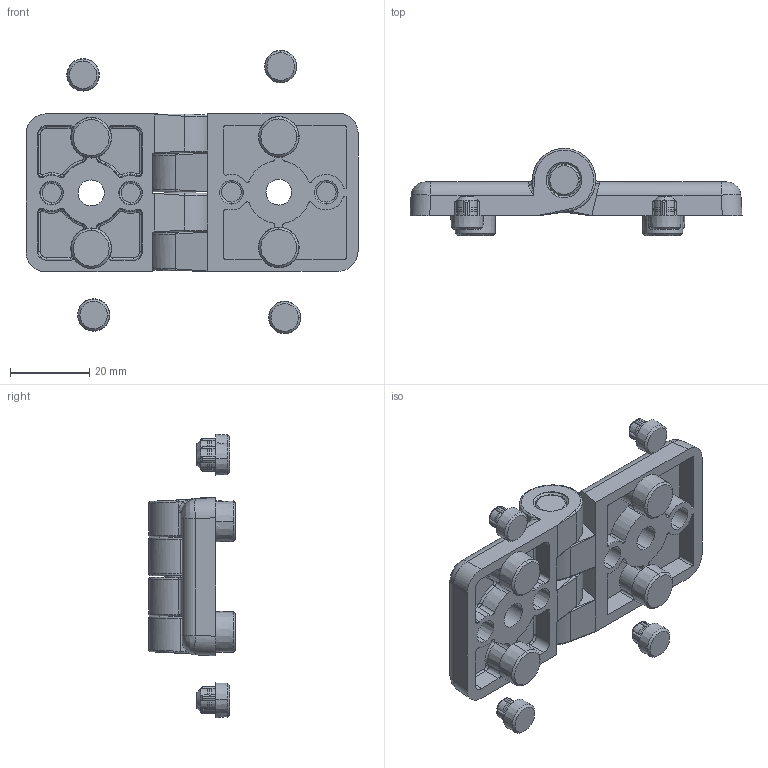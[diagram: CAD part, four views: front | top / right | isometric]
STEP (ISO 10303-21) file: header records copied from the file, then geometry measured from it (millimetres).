
FILE_DESCRIPTION (( 'STEP AP214' ), '1' );
FILE_NAME ('095ks4045f0810.STEP', '2014-09-01T07:24:30', ( '' ), ( '' ), 'SwSTEP 2.0', 'SolidWorks 2014', '' );
FILE_SCHEMA (( 'AUTOMOTIVE_DESIGN' ));
Length unit declared in the file: inch
Products named in the file (1): 095ks4045f0810
Bounding box: 84.05 x 22 x 71.73 mm (x, y, z)
Volume: 26284.8 mm3; surface area: 17642.9 mm2
Topology: 11 solids, 11 shells, 645 faces, 1644 edges, 1044 vertices
Faces by surface type: cylinder 284, bspline 157, cone 110, plane 94
Entity records: 33477 total; most frequent: CARTESIAN_POINT 10164, ORIENTED_EDGE 3284, DIRECTION 2925, EDGE_CURVE 1642, AXIS2_PLACEMENT_3D 1200, VERTEX_POINT 1044, CIRCLE 711, EDGE_LOOP 682
